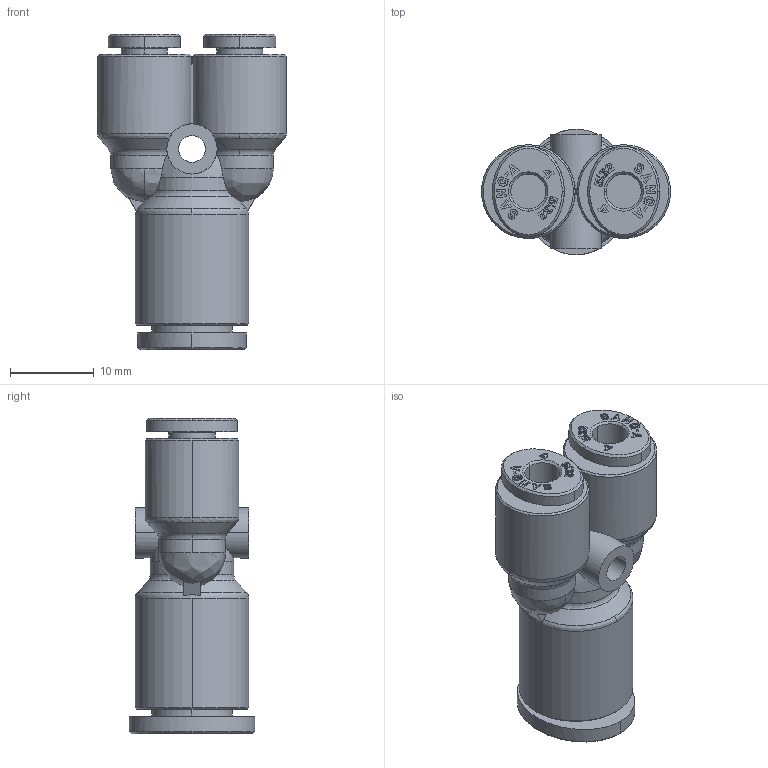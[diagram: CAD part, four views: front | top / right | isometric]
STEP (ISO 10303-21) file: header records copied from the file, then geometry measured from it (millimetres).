
FILE_DESCRIPTION (( 'STEP AP214' ), '1' );
FILE_NAME ('PW08-04.STEP', '2015-08-20T09:01:59', ( '' ), ( '' ), 'SwSTEP 2.0', 'SolidWorks 2015', '' );
FILE_SCHEMA (( 'AUTOMOTIVE_DESIGN' ));
Length unit declared in the file: millimetre
Products named in the file (2): PW08-04; ｦ+ﾃｦ1
Assembly tree (1 placements, depth 2):
  PW08-04
    ｦ+ﾃｦ1
Bounding box: 22.6 x 15 x 37.7 mm (x, y, z)
Volume: 4511.1 mm3; surface area: 3743 mm2
Topology: 1 solids, 1 shells, 1194 faces, 3402 edges, 2263 vertices
Faces by surface type: plane 1008, bspline 104, cylinder 52, cone 23, torus 7
Entity records: 41666 total; most frequent: CARTESIAN_POINT 10767, ORIENTED_EDGE 6804, DIRECTION 5469, EDGE_CURVE 3402, VECTOR 2949, LINE 2949, VERTEX_POINT 2263, AXIS2_PLACEMENT_3D 1260
